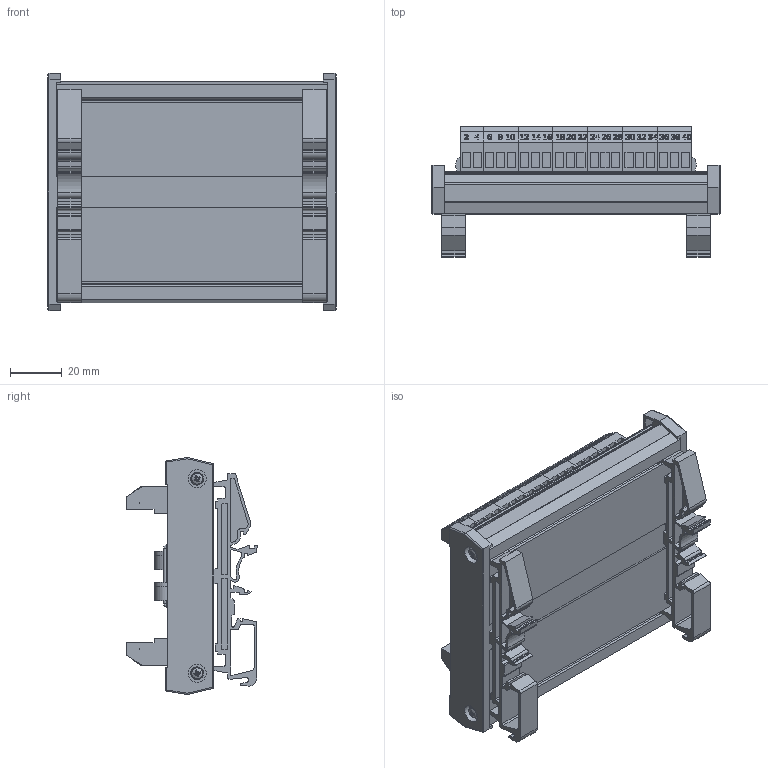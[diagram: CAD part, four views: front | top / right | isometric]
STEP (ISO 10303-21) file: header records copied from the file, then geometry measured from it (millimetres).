
FILE_DESCRIPTION((''),'2;1');
FILE_NAME('8974.4.stp','2014-07-16T10:40:01',('roland'),(''),'Autodesk Inventor 2013','Autodesk Inventor 2013','');
FILE_SCHEMA(('CONFIG_CONTROL_DESIGN'));
Length unit declared in the file: millimetre
Products named in the file (12): 8974; 20 plate; 3 hole green; 2 hole green; 20diodes; BASE SIDE; BASE LEGS; 20 lable1; 20 lable2; BS EN ISO 7045 Z - Metric M2.5 x 10 - 4.8 - Z; diode long 6A bottom; diode long 6A
Assembly tree (46 placements, depth 2):
  8974
    20 plate
    3 hole green  x12
    2 hole green  x2
    20diodes
    BASE SIDE  x2
    BASE LEGS  x2
    20 lable1
    20 lable2
    BS EN ISO 7045 Z - Metric M2.5 x 10 - 4.8 - Z  x4
    diode long 6A bottom  x10
    diode long 6A  x10
Bounding box: 112 x 50.69 x 91.98 mm (x, y, z)
Volume: 83694.6 mm3; surface area: 106284.3 mm2
Topology: 46 solids, 46 shells, 3181 faces, 8283 edges, 5458 vertices
Faces by surface type: plane 1706, bspline 782, cylinder 585, cone 64, torus 40, sphere 4
Full cylindrical faces by diameter (mm): 1 x120, 1.199 x20, 1.2 x60, 1.3 x40, 2.256 x4, 2.5 x4, 3.2 x4, 3.75 x40, 7 x4, 7.99 x20, 8 x20, 9 x4
Entity records: 71103 total; most frequent: CARTESIAN_POINT 21865, ORIENTED_EDGE 11142, DIRECTION 7451, EDGE_CURVE 5571, VERTEX_POINT 3828, VECTOR 3331, LINE 3331, EDGE_LOOP 2725
